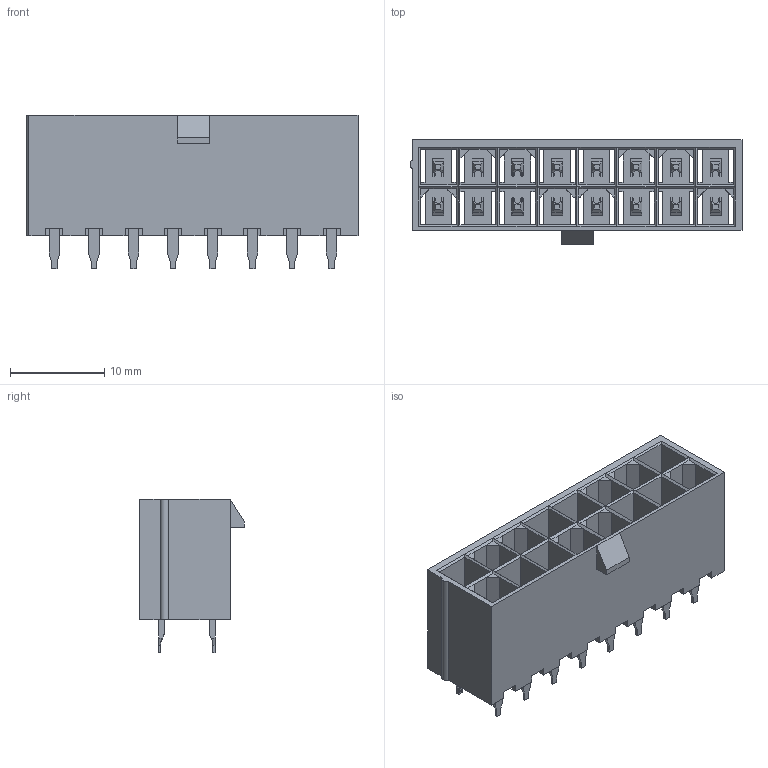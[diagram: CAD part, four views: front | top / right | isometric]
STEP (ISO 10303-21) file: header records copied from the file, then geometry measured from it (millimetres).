
FILE_DESCRIPTION(/* description */ ('Unknown'),/* implementation_level */ '2;1');
FILE_NAME(/* name */ '64901621122',/* time_stamp */ '2019-08-05T15:17:35+02:00',/* author */ ('Unknown'),/* organization */ ('Unknown'),/* preprocessor_version */ 'ST-DEVELOPER v16.7',/* originating_system */ 'DEX',/* authorisation */ $);
FILE_SCHEMA (('AP203_CONFIGURATION_CONTROLLED_3D_DESIGN_OF_MECHANICAL_PARTS_AND_ASSEMBLIES_MIM_LF { 1 0 10303 203 3 1 4 }','AUTOMOTIVE_DESIGN {1 0 10303 214 3 1 1}'));
Length unit declared in the file: millimetre
Products named in the file (3): 6490xx21122; 64901621122; 6490xx21122_PIN
Assembly tree (17 placements, depth 2):
  6490xx21122
    64901621122
    6490xx21122_PIN  x16
Bounding box: 35.2 x 11.1 x 16.3 mm (x, y, z)
Volume: 1945.3 mm3; surface area: 6136 mm2
Topology: 17 solids, 17 shells, 1925 faces, 5601 edges, 3647 vertices
Faces by surface type: plane 1476, cylinder 449
Entity records: 19243 total; most frequent: ORIENTED_EDGE 3462, CARTESIAN_POINT 3421, DIRECTION 2975, EDGE_CURVE 1731, LINE 1673, VECTOR 1673, VERTEX_POINT 1097, AXIS2_PLACEMENT_3D 651
